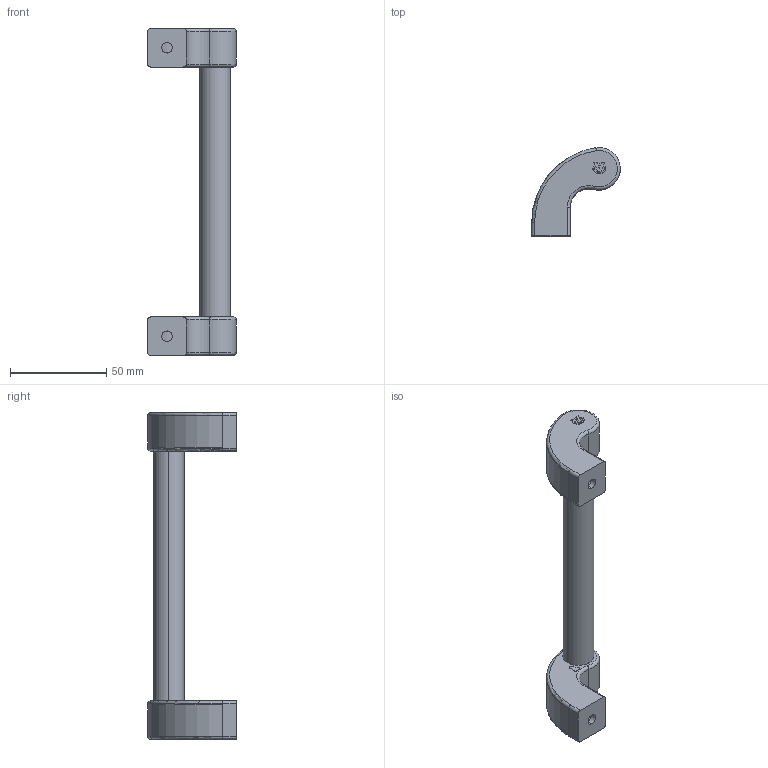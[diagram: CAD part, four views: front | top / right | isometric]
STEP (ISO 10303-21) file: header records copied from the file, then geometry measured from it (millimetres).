
FILE_DESCRIPTION (( 'STEP AP214' ), '1' );
FILE_NAME ('084.506.007G.150A.STEP', '2018-12-10T10:13:00', ( '' ), ( '' ), 'SwSTEP 2.0', 'SolidWorks 2018', '' );
FILE_SCHEMA (( 'AUTOMOTIVE_DESIGN' ));
Length unit declared in the file: millimetre
Products named in the file (7): 084.506.007I SX; Parte2^084.506.007G.150.A; 084.506.007C DX_D25; 084.506.007G.150A; 084.506.007I DX; 084.506.007C SX_D25; 084.506.007T
Assembly tree (7 placements, depth 2):
  084.506.007G.150A
    084.506.007C DX_D25
    084.506.007C SX_D25
    084.506.007T  x2
    084.506.007I DX
    084.506.007I SX
    Parte2^084.506.007G.150.A
Bounding box: 46 x 46 x 170.4 mm (x, y, z)
Volume: 58202 mm3; surface area: 29458.6 mm2
Topology: 7 solids, 7 shells, 888 faces, 2140 edges, 1210 vertices
Faces by surface type: cylinder 362, plane 254, torus 118, sphere 64, bspline 62, cone 28
Entity records: 28328 total; most frequent: CARTESIAN_POINT 9197, DIRECTION 4183, ORIENTED_EDGE 3838, EDGE_CURVE 1919, AXIS2_PLACEMENT_3D 1637, VERTEX_POINT 1120, LINE 909, VECTOR 909
